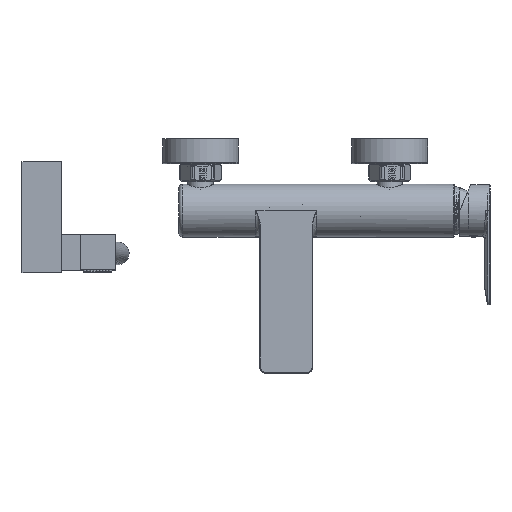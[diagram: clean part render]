
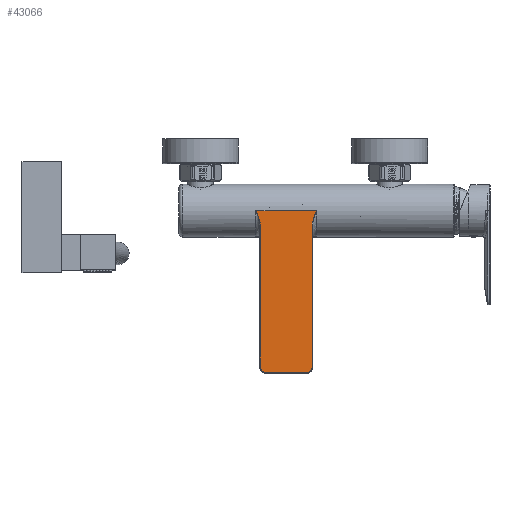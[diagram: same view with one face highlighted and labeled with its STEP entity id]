
A CAD part, top view. The second image highlights one B-rep face of the part: STEP entity #43066.
In plain terms, the highlighted planar face has unit normal (0, 0, 1).
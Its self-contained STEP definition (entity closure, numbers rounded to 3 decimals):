
#24872=CARTESIAN_POINT('',(-19.337,68.163,21.));
#24873=VERTEX_POINT('',#24872);
#24899=CARTESIAN_POINT('',(28.663,68.163,21.));
#24900=VERTEX_POINT('',#24899);
#24901=CARTESIAN_POINT('',(-19.337,68.163,21.));
#24902=DIRECTION('',(1.,0.,-0.));
#24903=VECTOR('',#24902,48.);
#24904=LINE('',#24901,#24903);
#24905=EDGE_CURVE('',#24873,#24900,#24904,.T.);
#36246=CARTESIAN_POINT('',(-15.837,-55.837,21.));
#36247=VERTEX_POINT('',#36246);
#36248=CARTESIAN_POINT('',(-15.837,55.683,21.));
#36249=VERTEX_POINT('',#36248);
#36250=CARTESIAN_POINT('',(-15.837,-55.837,21.));
#36251=DIRECTION('',(-0.,1.,-0.));
#36252=VECTOR('',#36251,111.52);
#36253=LINE('',#36250,#36252);
#36254=EDGE_CURVE('',#36247,#36249,#36253,.T.);
#36279=CARTESIAN_POINT('',(-11.337,-60.337,21.));
#36280=VERTEX_POINT('',#36279);
#36281=CARTESIAN_POINT('',(-11.337,-55.837,21.));
#36282=DIRECTION('',(-0.,-0.,1.));
#36283=DIRECTION('',(-1.,0.,0.));
#36284=AXIS2_PLACEMENT_3D('',#36281,#36282,#36283);
#36285=CIRCLE('',#36284,4.5);
#36286=EDGE_CURVE('',#36247,#36280,#36285,.T.);
#36313=CARTESIAN_POINT('',(20.663,-60.337,21.));
#36314=VERTEX_POINT('',#36313);
#36315=CARTESIAN_POINT('',(20.663,-60.337,21.));
#36316=DIRECTION('',(-1.,-0.,0.));
#36317=VECTOR('',#36316,32.);
#36318=LINE('',#36315,#36317);
#36319=EDGE_CURVE('',#36314,#36280,#36318,.T.);
#36345=CARTESIAN_POINT('',(25.163,-55.837,21.));
#36346=VERTEX_POINT('',#36345);
#36347=CARTESIAN_POINT('',(20.663,-55.837,21.));
#36348=DIRECTION('',(-0.,-0.,1.));
#36349=DIRECTION('',(-1.,0.,0.));
#36350=AXIS2_PLACEMENT_3D('',#36347,#36348,#36349);
#36351=CIRCLE('',#36350,4.5);
#36352=EDGE_CURVE('',#36314,#36346,#36351,.T.);
#36379=CARTESIAN_POINT('',(25.163,55.683,21.));
#36380=VERTEX_POINT('',#36379);
#36381=CARTESIAN_POINT('',(25.163,55.683,21.));
#36382=DIRECTION('',(-0.,-1.,-0.));
#36383=VECTOR('',#36382,111.52);
#36384=LINE('',#36381,#36383);
#36385=EDGE_CURVE('',#36380,#36346,#36384,.T.);
#36484=CARTESIAN_POINT('',(25.163,55.683,21.));
#36485=CARTESIAN_POINT('',(25.166,56.569,21.));
#36486=CARTESIAN_POINT('',(25.329,58.419,21.));
#36487=CARTESIAN_POINT('',(26.087,61.448,21.));
#36488=CARTESIAN_POINT('',(27.228,64.662,21.));
#36489=CARTESIAN_POINT('',(28.152,66.971,21.));
#36490=CARTESIAN_POINT('',(28.663,68.163,21.));
#36491=B_SPLINE_CURVE_WITH_KNOTS('',3,(#36484,#36485,#36486,#36487,#36488,#36489,#36490),.UNSPECIFIED.,.F.,.F.,(4,1,1,1,4),(0.,0.25,0.5,0.75,1.),.UNSPECIFIED.);
#36492=EDGE_CURVE('',#36380,#24900,#36491,.T.);
#43042=CARTESIAN_POINT('',(-16.337,-60.837,21.));
#43043=DIRECTION('',(0.,0.,-1.));
#43044=DIRECTION('',(0.,1.,0.));
#43045=AXIS2_PLACEMENT_3D('',#43042,#43043,#43044);
#43046=PLANE('',#43045);
#43047=ORIENTED_EDGE('',*,*,#24905,.F.);
#43048=CARTESIAN_POINT('',(-19.337,68.163,21.));
#43049=CARTESIAN_POINT('',(-18.826,66.97,21.));
#43050=CARTESIAN_POINT('',(-17.901,64.66,21.));
#43051=CARTESIAN_POINT('',(-16.76,61.447,21.));
#43052=CARTESIAN_POINT('',(-16.003,58.418,21.));
#43053=CARTESIAN_POINT('',(-15.84,56.569,21.));
#43054=CARTESIAN_POINT('',(-15.837,55.683,21.));
#43055=B_SPLINE_CURVE_WITH_KNOTS('',3,(#43048,#43049,#43050,#43051,#43052,#43053,#43054),.UNSPECIFIED.,.F.,.F.,(4,1,1,1,4),(0.,0.25,0.5,0.75,1.),.UNSPECIFIED.);
#43056=EDGE_CURVE('',#24873,#36249,#43055,.T.);
#43057=ORIENTED_EDGE('',*,*,#43056,.T.);
#43058=ORIENTED_EDGE('',*,*,#36254,.F.);
#43059=ORIENTED_EDGE('',*,*,#36286,.T.);
#43060=ORIENTED_EDGE('',*,*,#36319,.F.);
#43061=ORIENTED_EDGE('',*,*,#36352,.T.);
#43062=ORIENTED_EDGE('',*,*,#36385,.F.);
#43063=ORIENTED_EDGE('',*,*,#36492,.T.);
#43064=EDGE_LOOP('',(#43047,#43057,#43058,#43059,#43060,#43061,#43062,#43063));
#43065=FACE_BOUND('',#43064,.T.);
#43066=ADVANCED_FACE('',(#43065),#43046,.F.);
